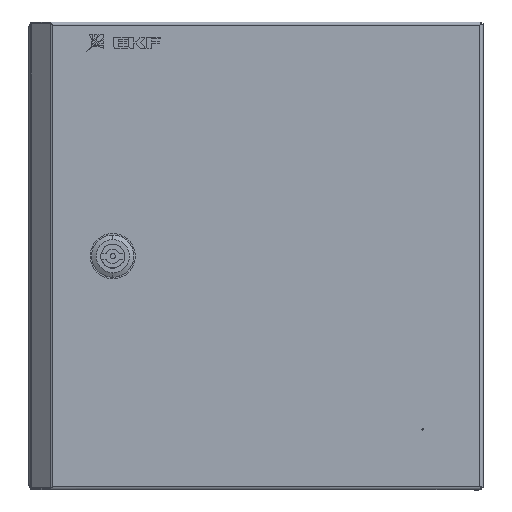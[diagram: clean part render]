
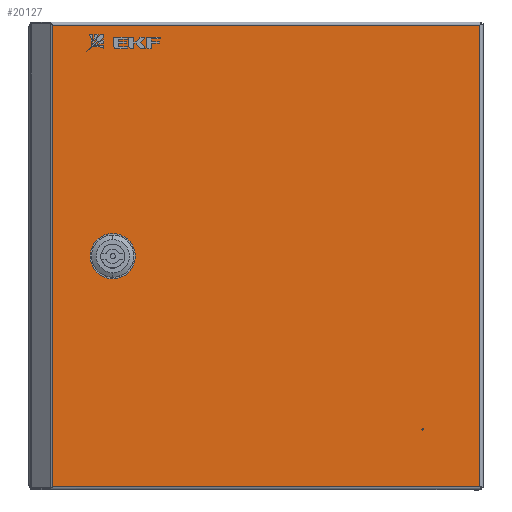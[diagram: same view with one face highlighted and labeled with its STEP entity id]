
A CAD part, top view. The second image highlights one B-rep face of the part: STEP entity #20127.
In plain terms, the highlighted face is planar.
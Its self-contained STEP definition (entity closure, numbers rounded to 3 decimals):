
#103 = FACE_BOUND ( 'NONE', #42377, .T. ) ;
#208 = VERTEX_POINT ( 'NONE', #26643 ) ;
#379 = CARTESIAN_POINT ( 'NONE',  ( 284., 0., 0.75 ) ) ;
#770 = CARTESIAN_POINT ( 'NONE',  ( 246., 0., 38.75 ) ) ;
#958 = AXIS2_PLACEMENT_3D ( 'NONE', #770, #24617, #4199 ) ;
#1085 = CIRCLE ( 'NONE', #958, 0.5 ) ;
#1443 = DIRECTION ( 'NONE',  ( 0., 1., 0. ) ) ;
#1544 = DIRECTION ( 'NONE',  ( 1., 0., 0. ) ) ;
#2016 = ORIENTED_EDGE ( 'NONE', *, *, #23014, .F. ) ;
#2237 = FACE_BOUND ( 'NONE', #42092, .T. ) ;
#2246 = CARTESIAN_POINT ( 'NONE',  ( 0.785, 0., 306.75 ) ) ;
#2733 = CARTESIAN_POINT ( 'NONE',  ( 31., 0., 160. ) ) ;
#2781 = CARTESIAN_POINT ( 'NONE',  ( 34.5, 0., 144. ) ) ;
#3464 = CARTESIAN_POINT ( 'NONE',  ( 34.5, 0., 147.5 ) ) ;
#3706 = VECTOR ( 'NONE', #28982, 1000. ) ;
#4199 = DIRECTION ( 'NONE',  ( 0., 0., 1. ) ) ;
#5038 = CIRCLE ( 'NONE', #42055, 3.5 ) ;
#5178 = CARTESIAN_POINT ( 'NONE',  ( 34.5, 0., 163.5 ) ) ;
#5366 = VECTOR ( 'NONE', #34962, 1000. ) ;
#5765 = CIRCLE ( 'NONE', #42457, 0.5 ) ;
#6142 = VERTEX_POINT ( 'NONE', #2733 ) ;
#6145 = CARTESIAN_POINT ( 'NONE',  ( 246., 0., 39.25 ) ) ;
#6920 = DIRECTION ( 'NONE',  ( 0., 0., -1. ) ) ;
#7599 = ORIENTED_EDGE ( 'NONE', *, *, #11292, .F. ) ;
#7772 = ORIENTED_EDGE ( 'NONE', *, *, #15313, .T. ) ;
#8143 = FACE_OUTER_BOUND ( 'NONE', #41026, .T. ) ;
#8300 = ORIENTED_EDGE ( 'NONE', *, *, #12781, .F. ) ;
#8785 = DIRECTION ( 'NONE',  ( 0., 0., -1. ) ) ;
#9094 = AXIS2_PLACEMENT_3D ( 'NONE', #3464, #27327, #6920 ) ;
#9265 = CARTESIAN_POINT ( 'NONE',  ( 50.5, 0., 160. ) ) ;
#9736 = VECTOR ( 'NONE', #29034, 1000. ) ;
#10027 = PLANE ( 'NONE',  #29615 ) ;
#10206 = LINE ( 'NONE', #18714, #26195 ) ;
#10232 = ORIENTED_EDGE ( 'NONE', *, *, #21713, .F. ) ;
#10237 = CARTESIAN_POINT ( 'NONE',  ( 284., 0., 306.75 ) ) ;
#10820 = LINE ( 'NONE', #5178, #9736 ) ;
#11292 = EDGE_CURVE ( 'NONE', #6142, #41714, #35417, .T. ) ;
#12349 = CARTESIAN_POINT ( 'NONE',  ( 47., 0., 147.5 ) ) ;
#12781 = EDGE_CURVE ( 'NONE', #32503, #17059, #23487, .T. ) ;
#13239 = EDGE_CURVE ( 'NONE', #27073, #15879, #10206, .T. ) ;
#13646 = EDGE_CURVE ( 'NONE', #16351, #40310, #1085, .T. ) ;
#14534 = CARTESIAN_POINT ( 'NONE',  ( 50.5, 0., 160. ) ) ;
#14842 = CARTESIAN_POINT ( 'NONE',  ( 31., 0., 147.5 ) ) ;
#15313 = EDGE_CURVE ( 'NONE', #40310, #16351, #5765, .T. ) ;
#15375 = EDGE_CURVE ( 'NONE', #38607, #27073, #19605, .T. ) ;
#15383 = CARTESIAN_POINT ( 'NONE',  ( 47., 0., 160. ) ) ;
#15590 = EDGE_CURVE ( 'NONE', #34876, #17241, #34008, .T. ) ;
#15761 = DIRECTION ( 'NONE',  ( 0., 0., -1. ) ) ;
#15821 = VERTEX_POINT ( 'NONE', #10237 ) ;
#15879 = VERTEX_POINT ( 'NONE', #379 ) ;
#16351 = VERTEX_POINT ( 'NONE', #37340 ) ;
#16379 = EDGE_CURVE ( 'NONE', #41714, #34876, #35624, .T. ) ;
#16418 = CIRCLE ( 'NONE', #18269, 3.5 ) ;
#16903 = DIRECTION ( 'NONE',  ( 0., -1., 0. ) ) ;
#16941 = VECTOR ( 'NONE', #26636, 1000. ) ;
#17059 = VERTEX_POINT ( 'NONE', #9265 ) ;
#17241 = VERTEX_POINT ( 'NONE', #23688 ) ;
#17363 = ORIENTED_EDGE ( 'NONE', *, *, #18494, .T. ) ;
#17796 = ORIENTED_EDGE ( 'NONE', *, *, #13646, .T. ) ;
#18269 = AXIS2_PLACEMENT_3D ( 'NONE', #25005, #42689, #22205 ) ;
#18494 = EDGE_CURVE ( 'NONE', #15821, #38607, #22108, .T. ) ;
#18562 = VECTOR ( 'NONE', #35760, 1000. ) ;
#18714 = CARTESIAN_POINT ( 'NONE',  ( -2.154, 0., 0.75 ) ) ;
#18763 = CARTESIAN_POINT ( 'NONE',  ( 0.785, 0., 307.5 ) ) ;
#18818 = DIRECTION ( 'NONE',  ( 0., 0., 1. ) ) ;
#19605 = LINE ( 'NONE', #18763, #18562 ) ;
#20127 = ADVANCED_FACE ( 'NONE', ( #103, #2237, #8143 ), #10027, .T. ) ;
#20130 = ORIENTED_EDGE ( 'NONE', *, *, #16379, .F. ) ;
#21713 = EDGE_CURVE ( 'NONE', #15821, #15879, #40040, .T. ) ;
#21857 = CARTESIAN_POINT ( 'NONE',  ( 246., 0., 38.75 ) ) ;
#22108 = LINE ( 'NONE', #35664, #39260 ) ;
#22205 = DIRECTION ( 'NONE',  ( 0., 0., -1. ) ) ;
#22925 = ORIENTED_EDGE ( 'NONE', *, *, #26003, .F. ) ;
#23014 = EDGE_CURVE ( 'NONE', #17241, #32503, #37911, .T. ) ;
#23487 = LINE ( 'NONE', #14534, #5366 ) ;
#23553 = CARTESIAN_POINT ( 'NONE',  ( 50.5, 0., 147.5 ) ) ;
#23688 = CARTESIAN_POINT ( 'NONE',  ( 47., 0., 144. ) ) ;
#24184 = CARTESIAN_POINT ( 'NONE',  ( 0.785, 0., 0.75 ) ) ;
#24342 = EDGE_CURVE ( 'NONE', #38868, #6142, #16418, .T. ) ;
#24617 = DIRECTION ( 'NONE',  ( 0., 1., 0. ) ) ;
#25005 = CARTESIAN_POINT ( 'NONE',  ( 34.5, 0., 160. ) ) ;
#25316 = DIRECTION ( 'NONE',  ( 0., 0., 1. ) ) ;
#25767 = CARTESIAN_POINT ( 'NONE',  ( 31., 0., 160. ) ) ;
#26003 = EDGE_CURVE ( 'NONE', #17059, #208, #5038, .T. ) ;
#26195 = VECTOR ( 'NONE', #1544, 1000. ) ;
#26319 = VECTOR ( 'NONE', #8785, 1000. ) ;
#26636 = DIRECTION ( 'NONE',  ( 1., 0., 0. ) ) ;
#26643 = CARTESIAN_POINT ( 'NONE',  ( 47., 0., 163.5 ) ) ;
#26830 = ORIENTED_EDGE ( 'NONE', *, *, #44123, .F. ) ;
#27073 = VERTEX_POINT ( 'NONE', #24184 ) ;
#27327 = DIRECTION ( 'NONE',  ( 0., -1., 0. ) ) ;
#27770 = ORIENTED_EDGE ( 'NONE', *, *, #13239, .T. ) ;
#28982 = DIRECTION ( 'NONE',  ( 0., 0., -1. ) ) ;
#29034 = DIRECTION ( 'NONE',  ( -1., 0., 0. ) ) ;
#29615 = AXIS2_PLACEMENT_3D ( 'NONE', #30480, #16903, #40791 ) ;
#30480 = CARTESIAN_POINT ( 'NONE',  ( 0., 0., 307.5 ) ) ;
#30939 = ORIENTED_EDGE ( 'NONE', *, *, #15590, .F. ) ;
#32503 = VERTEX_POINT ( 'NONE', #23553 ) ;
#34008 = LINE ( 'NONE', #2781, #16941 ) ;
#34456 = CARTESIAN_POINT ( 'NONE',  ( 34.5, 0., 163.5 ) ) ;
#34876 = VERTEX_POINT ( 'NONE', #44028 ) ;
#34962 = DIRECTION ( 'NONE',  ( 0., 0., 1. ) ) ;
#34998 = ORIENTED_EDGE ( 'NONE', *, *, #15375, .T. ) ;
#35417 = LINE ( 'NONE', #25767, #26319 ) ;
#35527 = ORIENTED_EDGE ( 'NONE', *, *, #24342, .F. ) ;
#35624 = CIRCLE ( 'NONE', #9094, 3.5 ) ;
#35664 = CARTESIAN_POINT ( 'NONE',  ( 284., 0., 306.75 ) ) ;
#35696 = CARTESIAN_POINT ( 'NONE',  ( 284., 0., 307.5 ) ) ;
#35760 = DIRECTION ( 'NONE',  ( 0., 0., -1. ) ) ;
#36199 = DIRECTION ( 'NONE',  ( 0., -1., 0. ) ) ;
#37340 = CARTESIAN_POINT ( 'NONE',  ( 246., 0., 38.25 ) ) ;
#37911 = CIRCLE ( 'NONE', #40872, 3.5 ) ;
#38607 = VERTEX_POINT ( 'NONE', #2246 ) ;
#38868 = VERTEX_POINT ( 'NONE', #34456 ) ;
#39132 = DIRECTION ( 'NONE',  ( -1., 0., 0. ) ) ;
#39260 = VECTOR ( 'NONE', #39132, 1000. ) ;
#39280 = DIRECTION ( 'NONE',  ( 0., -1., 0. ) ) ;
#40040 = LINE ( 'NONE', #35696, #3706 ) ;
#40310 = VERTEX_POINT ( 'NONE', #6145 ) ;
#40791 = DIRECTION ( 'NONE',  ( 0., 0., -1. ) ) ;
#40872 = AXIS2_PLACEMENT_3D ( 'NONE', #12349, #36199, #15761 ) ;
#41026 = EDGE_LOOP ( 'NONE', ( #34998, #27770, #10232, #17363 ) ) ;
#41714 = VERTEX_POINT ( 'NONE', #14842 ) ;
#42055 = AXIS2_PLACEMENT_3D ( 'NONE', #15383, #39280, #18818 ) ;
#42092 = EDGE_LOOP ( 'NONE', ( #20130, #7599, #35527, #26830, #22925, #8300, #2016, #30939 ) ) ;
#42377 = EDGE_LOOP ( 'NONE', ( #7772, #17796 ) ) ;
#42457 = AXIS2_PLACEMENT_3D ( 'NONE', #21857, #1443, #25316 ) ;
#42689 = DIRECTION ( 'NONE',  ( 0., -1., 0. ) ) ;
#44028 = CARTESIAN_POINT ( 'NONE',  ( 34.5, 0., 144. ) ) ;
#44123 = EDGE_CURVE ( 'NONE', #208, #38868, #10820, .T. ) ;
